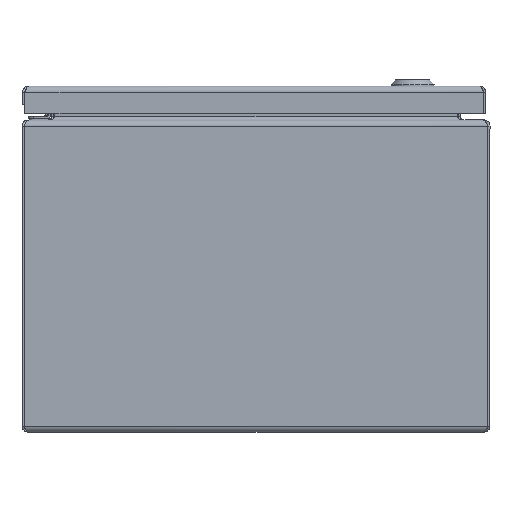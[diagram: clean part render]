
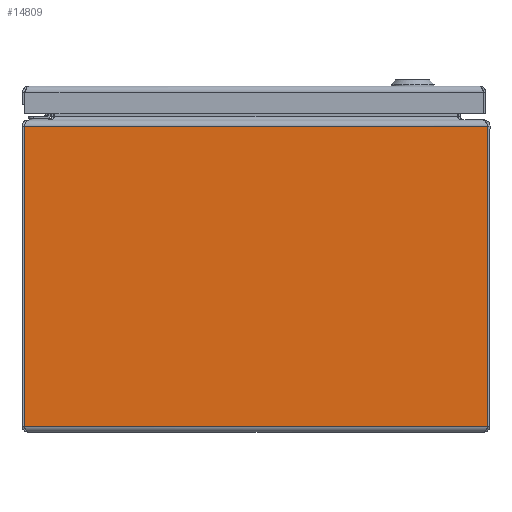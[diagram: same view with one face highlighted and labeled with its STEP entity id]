
A CAD part, front view. The second image highlights one B-rep face of the part: STEP entity #14809.
In plain terms, the highlighted planar face has unit normal (0, -1, 0).
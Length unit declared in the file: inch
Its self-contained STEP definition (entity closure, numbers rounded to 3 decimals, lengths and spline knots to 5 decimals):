
#649=PLANE('',#15841);
#1422=LINE('',#22105,#2550);
#1423=LINE('',#22115,#2551);
#1424=LINE('',#22117,#2552);
#1425=LINE('',#22118,#2553);
#2550=VECTOR('',#17552,11.88059);
#2551=VECTOR('',#17555,7.6945);
#2552=VECTOR('',#17556,11.88059);
#2553=VECTOR('',#17557,7.6945);
#3886=FACE_OUTER_BOUND('',#4866,.T.);
#4866=EDGE_LOOP('',(#10193,#10194,#10195,#10196));
#6709=VERTEX_POINT('',#22096);
#6710=VERTEX_POINT('',#22104);
#6711=VERTEX_POINT('',#22114);
#6712=VERTEX_POINT('',#22116);
#8078=EDGE_CURVE('',#6710,#6709,#1422,.T.);
#8080=EDGE_CURVE('',#6711,#6709,#1423,.T.);
#8081=EDGE_CURVE('',#6711,#6712,#1424,.T.);
#8082=EDGE_CURVE('',#6710,#6712,#1425,.T.);
#10193=ORIENTED_EDGE('',*,*,#8078,.T.);
#10194=ORIENTED_EDGE('',*,*,#8080,.F.);
#10195=ORIENTED_EDGE('',*,*,#8081,.T.);
#10196=ORIENTED_EDGE('',*,*,#8082,.F.);
#14809=ADVANCED_FACE('',(#3886),#649,.F.);
#15841=AXIS2_PLACEMENT_3D('',#22113,#17553,#17554);
#17552=DIRECTION('',(1.,0.,0.));
#17553=DIRECTION('center_axis',(0.,1.,0.));
#17554=DIRECTION('ref_axis',(1.,0.,0.));
#17555=DIRECTION('',(0.,0.,-1.));
#17556=DIRECTION('',(-1.,0.,0.));
#17557=DIRECTION('',(0.,0.,1.));
#22096=CARTESIAN_POINT('',(11.94029,0.,0.15275));
#22104=CARTESIAN_POINT('',(0.05971,0.,0.15275));
#22105=CARTESIAN_POINT('',(6.,0.,0.15275));
#22113=CARTESIAN_POINT('Origin',(6.,0.,4.00263));
#22114=CARTESIAN_POINT('',(11.94029,0.,7.84725));
#22115=CARTESIAN_POINT('',(11.94029,0.,0.15275));
#22116=CARTESIAN_POINT('',(0.05971,0.,7.84725));
#22117=CARTESIAN_POINT('',(8.97015,0.,7.84725));
#22118=CARTESIAN_POINT('',(0.05971,0.,0.15275));
